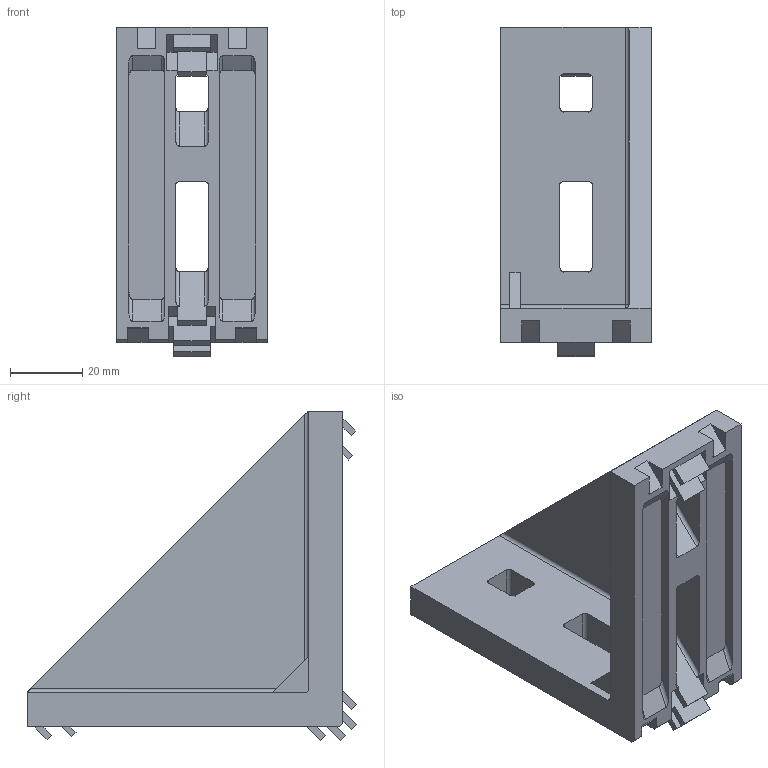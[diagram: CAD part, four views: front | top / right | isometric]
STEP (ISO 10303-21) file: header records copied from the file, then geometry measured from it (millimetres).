
FILE_DESCRIPTION (( 'STEP AP214' ), '1' );
FILE_NAME ('SNSD.30.51.78. Óãëîâîé àëþìèíèåâûé ñîåäèíèòåëü 45õ90_D, ïàç 10(E17).STEP', '2014-12-22T13:45:22', ( 'XTreme.ws' ), ( 'XTreme.ws' ), 'SwSTEP 2.0', 'SolidWorks 2014', '' );
FILE_SCHEMA (( 'AUTOMOTIVE_DESIGN' ));
Length unit declared in the file: millimetre
Products named in the file (2): SNSD.30.51.78. Óãëîâîé àëþìèíèåâûé ñîåäèíèòåëü 45õ90_D, ïàç 10(E17)
Bounding box: 41.8 x 91.39 x 91.39 mm (x, y, z)
Volume: 66034.7 mm3; surface area: 27855.3 mm2
Topology: 2 solids, 2 shells, 170 faces, 469 edges, 307 vertices
Faces by surface type: plane 133, cylinder 36, sphere 1
Entity records: 5368 total; most frequent: CARTESIAN_POINT 1097, ORIENTED_EDGE 936, DIRECTION 784, EDGE_CURVE 468, LINE 396, VECTOR 396, VERTEX_POINT 307, AXIS2_PLACEMENT_3D 194
